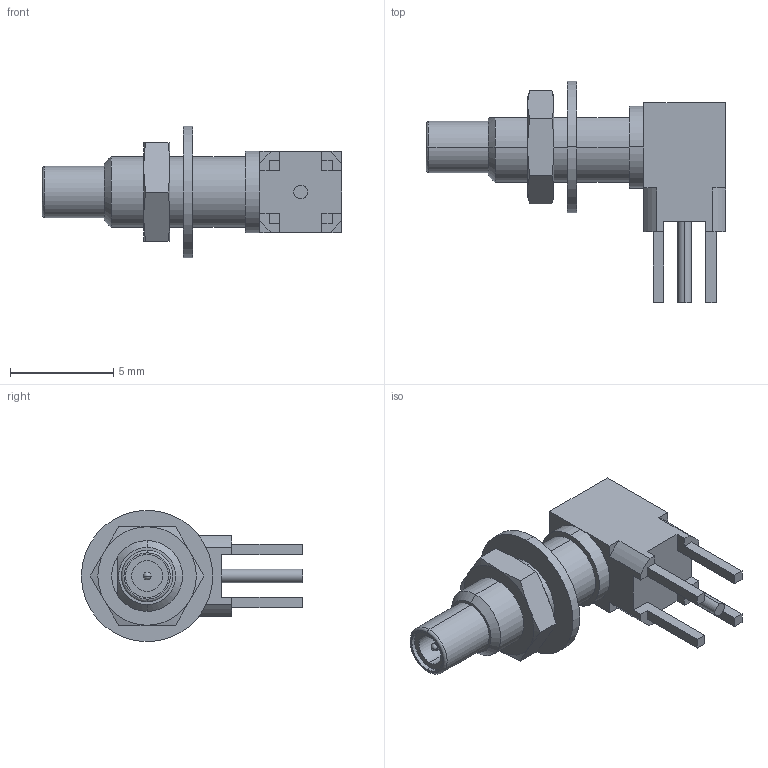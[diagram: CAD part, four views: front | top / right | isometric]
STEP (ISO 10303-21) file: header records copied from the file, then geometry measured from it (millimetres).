
FILE_DESCRIPTION (( 'STEP AP203' ), '1' );
FILE_NAME ('7110-1511-050.STEP', '2011-05-17T15:46:22', ( 'adminradiall' ), ( 'Microsoft' ), 'SwSTEP 2.0', 'SolidWorks 2011', '' );
FILE_SCHEMA (( 'CONFIG_CONTROL_DESIGN' ));
Length unit declared in the file: inch
Products named in the file (1): 7110-1511-050
Bounding box: 14.48 x 10.69 x 6.35 mm (x, y, z)
Volume: 195.8 mm3; surface area: 367 mm2
Topology: 2 solids, 2 shells, 97 faces, 240 edges, 151 vertices
Faces by surface type: plane 52, cylinder 27, cone 14, torus 2, sphere 2
Entity records: 2962 total; most frequent: CARTESIAN_POINT 570, DIRECTION 485, ORIENTED_EDGE 476, EDGE_CURVE 238, AXIS2_PLACEMENT_3D 174, VERTEX_POINT 151, VECTOR 137, LINE 137
